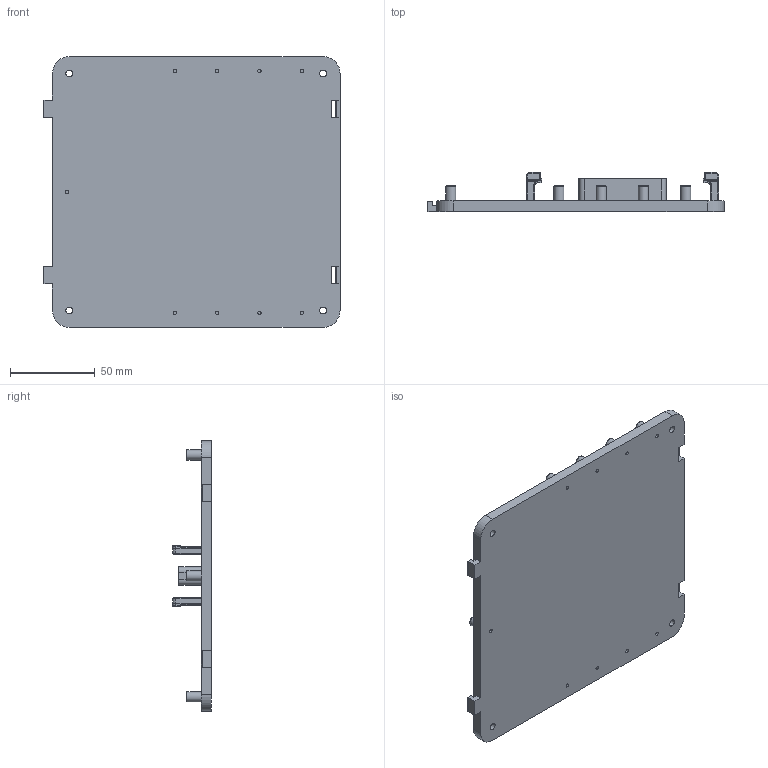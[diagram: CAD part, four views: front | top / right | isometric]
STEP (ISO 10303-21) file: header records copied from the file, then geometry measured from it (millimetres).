
FILE_DESCRIPTION(/* description */ (''),/* implementation_level */ '2;1');
FILE_NAME(/* name */ 'Chimera_Dock.step',/* time_stamp */ '2023-08-23T14:57:02-05:00',/* author */ (''),/* organization */ (''),/* preprocessor_version */ 'ST-DEVELOPER v20',/* originating_system */ 'Autodesk Translation Framework v12.9.0.99',/* authorisation */ '');
FILE_SCHEMA (('AUTOMOTIVE_DESIGN { 1 0 10303 214 3 1 1 }'));
Length unit declared in the file: millimetre
Products named in the file (1): Chimera_Dock
Bounding box: 175 x 23 x 160 mm (x, y, z)
Volume: 173311.4 mm3; surface area: 66629.3 mm2
Topology: 19 solids, 19 shells, 577 faces, 1477 edges, 936 vertices
Faces by surface type: cylinder 320, plane 169, torus 29, bspline 26, sphere 24, cone 9
Full cylindrical faces by diameter (mm): 2 x9, 2.075 x45, 2.58 x18, 4 x4, 6 x9
Entity records: 28850 total; most frequent: CARTESIAN_POINT 15365, ORIENTED_EDGE 2936, DIRECTION 2557, EDGE_CURVE 1468, AXIS2_PLACEMENT_3D 941, VERTEX_POINT 936, LINE 675, VECTOR 675
